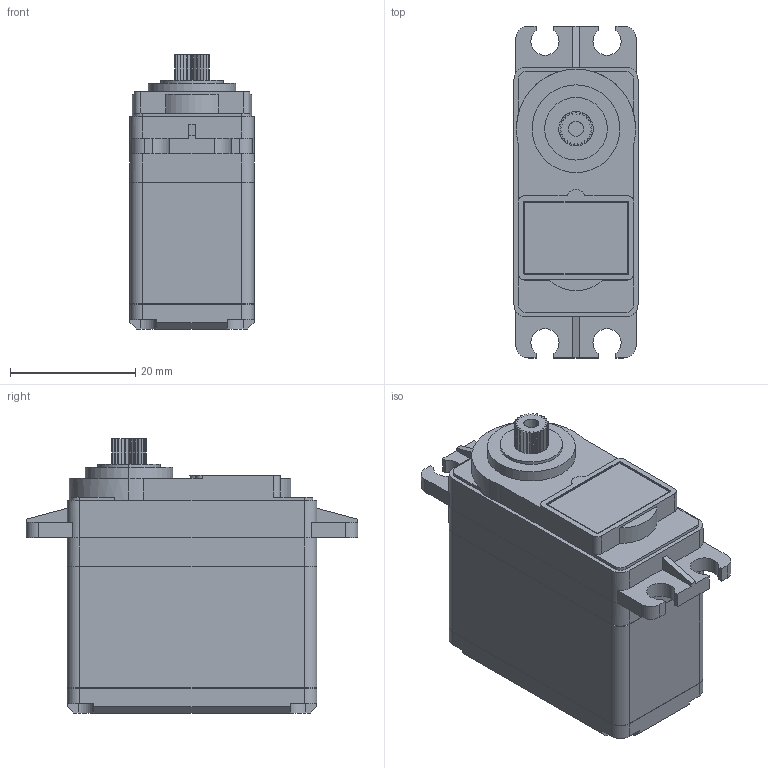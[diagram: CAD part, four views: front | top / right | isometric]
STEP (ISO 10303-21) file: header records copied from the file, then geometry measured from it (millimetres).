
FILE_DESCRIPTION (( 'STEP AP203' ), '1' );
FILE_NAME ('MG996R_Default_sldprt.STEP', '2020-02-25T18:05:09', ( 'WinAdmin User' ), ( 'MathWorks' ), 'SwSTEP 2.0', 'SolidWorks 2019', '' );
FILE_SCHEMA (( 'CONFIG_CONTROL_DESIGN' ));
Length unit declared in the file: millimetre
Products named in the file (1): MG996R_Default_sldprt
Bounding box: 19.81 x 52.98 x 43.74 mm (x, y, z)
Volume: 29654.6 mm3; surface area: 10240.4 mm2
Topology: 4 solids, 4 shells, 316 faces, 816 edges, 514 vertices
Faces by surface type: plane 190, cylinder 110, cone 16
Entity records: 9615 total; most frequent: DIRECTION 1694, CARTESIAN_POINT 1647, ORIENTED_EDGE 1632, EDGE_CURVE 816, LINE 572, VECTOR 572, AXIS2_PLACEMENT_3D 561, VERTEX_POINT 514
